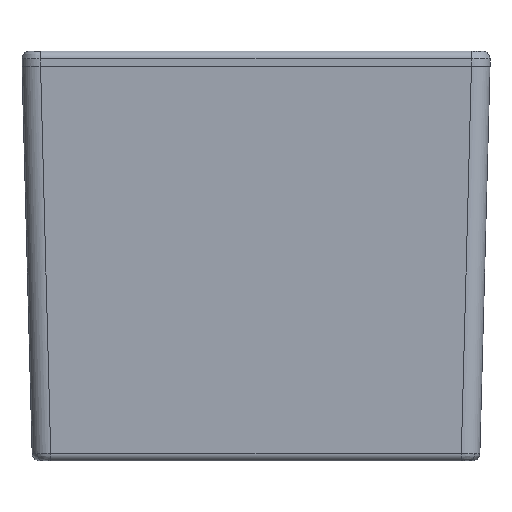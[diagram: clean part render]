
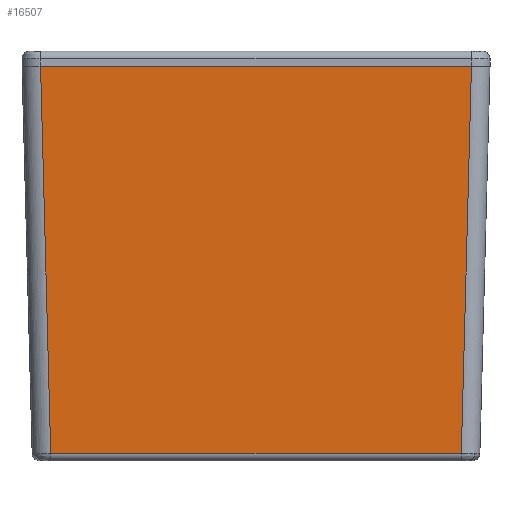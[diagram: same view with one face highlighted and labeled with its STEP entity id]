
A CAD part, left-side view. The second image highlights one B-rep face of the part: STEP entity #16507.
In plain terms, the highlighted planar face has unit normal (-1, 0, -0.026).
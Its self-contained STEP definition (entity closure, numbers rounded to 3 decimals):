
#2124 = DIRECTION ( 'NONE',  ( 0., 1., 0. ) ) ;
#2163 = ORIENTED_EDGE ( 'NONE', *, *, #17960, .T. ) ;
#2169 = FACE_OUTER_BOUND ( 'NONE', #10998, .T. ) ;
#3253 = ORIENTED_EDGE ( 'NONE', *, *, #3428, .T. ) ;
#3371 = VERTEX_POINT ( 'NONE', #4664 ) ;
#3428 = EDGE_CURVE ( 'NONE', #4550, #3371, #13193, .T. ) ;
#4550 = VERTEX_POINT ( 'NONE', #11850 ) ;
#4664 = CARTESIAN_POINT ( 'NONE',  ( -83.38, 53.082, -99.952 ) ) ;
#4941 = VECTOR ( 'NONE', #13327, 1000. ) ;
#5290 = ORIENTED_EDGE ( 'NONE', *, *, #11788, .T. ) ;
#6565 = DIRECTION ( 'NONE',  ( -1., 0., -0.026 ) ) ;
#7118 = VERTEX_POINT ( 'NONE', #17246 ) ;
#7809 = DIRECTION ( 'NONE',  ( 0.026, -0.026, -0.999 ) ) ;
#9132 = EDGE_CURVE ( 'NONE', #11681, #4550, #10641, .T. ) ;
#9290 = VECTOR ( 'NONE', #7809, 1000. ) ;
#9631 = CARTESIAN_POINT ( 'NONE',  ( -83.38, -53.031, -99.952 ) ) ;
#10641 = LINE ( 'NONE', #12327, #14537 ) ;
#10998 = EDGE_LOOP ( 'NONE', ( #3253, #5290, #2163, #14883 ) ) ;
#11681 = VERTEX_POINT ( 'NONE', #18075 ) ;
#11788 = EDGE_CURVE ( 'NONE', #3371, #7118, #18734, .T. ) ;
#11850 = CARTESIAN_POINT ( 'NONE',  ( -86., 55.702, 0.1 ) ) ;
#11871 = CARTESIAN_POINT ( 'NONE',  ( -86., -55.702, 0.1 ) ) ;
#11998 = AXIS2_PLACEMENT_3D ( 'NONE', #15354, #6565, #16834 ) ;
#12327 = CARTESIAN_POINT ( 'NONE',  ( -86., -55.704, 0.1 ) ) ;
#13193 = LINE ( 'NONE', #15114, #9290 ) ;
#13327 = DIRECTION ( 'NONE',  ( -0.026, -0.026, 0.999 ) ) ;
#14537 = VECTOR ( 'NONE', #2124, 1000. ) ;
#14883 = ORIENTED_EDGE ( 'NONE', *, *, #9132, .T. ) ;
#15114 = CARTESIAN_POINT ( 'NONE',  ( -85.924, 55.625, -2.813 ) ) ;
#15354 = CARTESIAN_POINT ( 'NONE',  ( -86., -55.704, 0.1 ) ) ;
#15540 = DIRECTION ( 'NONE',  ( 0., -1., 0. ) ) ;
#16507 = ADVANCED_FACE ( 'NONE', ( #2169 ), #16765, .T. ) ;
#16660 = LINE ( 'NONE', #11871, #4941 ) ;
#16765 = PLANE ( 'NONE',  #11998 ) ;
#16834 = DIRECTION ( 'NONE',  ( -0.026, 0., 1. ) ) ;
#17246 = CARTESIAN_POINT ( 'NONE',  ( -83.38, -53.082, -99.952 ) ) ;
#17960 = EDGE_CURVE ( 'NONE', #7118, #11681, #16660, .T. ) ;
#18075 = CARTESIAN_POINT ( 'NONE',  ( -86., -55.702, 0.1 ) ) ;
#18247 = VECTOR ( 'NONE', #15540, 1000. ) ;
#18734 = LINE ( 'NONE', #9631, #18247 ) ;
